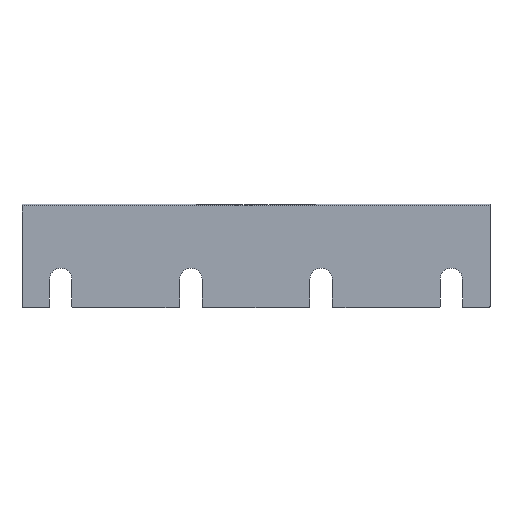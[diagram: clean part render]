
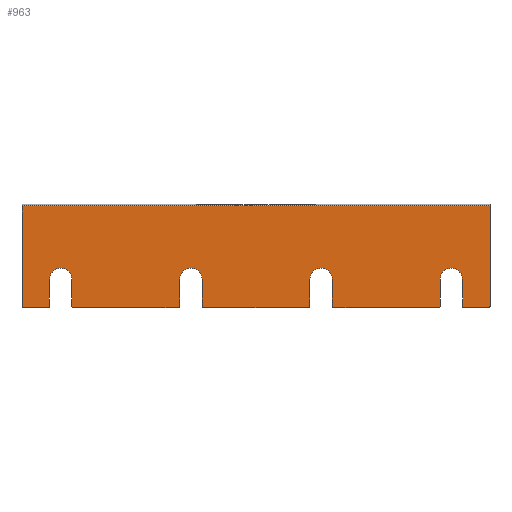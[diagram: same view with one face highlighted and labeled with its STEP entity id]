
A CAD part, top view. The second image highlights one B-rep face of the part: STEP entity #963.
In plain terms, the highlighted planar face has unit normal (0, 0, 1).
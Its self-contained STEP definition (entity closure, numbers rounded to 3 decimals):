
#266=CARTESIAN_POINT('',(0.4,-25.1,1.));
#267=DIRECTION('',(0.,0.,1.));
#268=DIRECTION('',(-1.,0.,0.));
#269=AXIS2_PLACEMENT_3D('',#266,#267,#268);
#271=DIRECTION('',(0.,-1.,0.));
#272=VECTOR('',#271,24.638);
#273=CARTESIAN_POINT('',(0.,-0.462,1.));
#274=LINE('',#273,#272);
#275=DIRECTION('',(1.,0.,0.));
#276=VECTOR('',#275,115.);
#277=CARTESIAN_POINT('',(0.,-0.462,1.));
#278=LINE('',#277,#276);
#279=DIRECTION('',(0.,1.,0.));
#280=VECTOR('',#279,24.638);
#281=CARTESIAN_POINT('',(115.,-25.1,1.));
#282=LINE('',#281,#280);
#283=CARTESIAN_POINT('',(114.6,-25.1,1.));
#284=DIRECTION('',(0.,0.,1.));
#285=DIRECTION('',(0.,-1.,0.));
#286=AXIS2_PLACEMENT_3D('',#283,#284,#285);
#288=DIRECTION('',(1.,0.,0.));
#289=VECTOR('',#288,5.95);
#290=CARTESIAN_POINT('',(108.65,-25.5,1.));
#291=LINE('',#290,#289);
#292=CARTESIAN_POINT('',(108.65,-25.1,1.));
#293=DIRECTION('',(0.,0.,1.));
#294=DIRECTION('',(-1.,0.,0.));
#295=AXIS2_PLACEMENT_3D('',#292,#293,#294);
#297=DIRECTION('',(0.,1.,0.));
#298=VECTOR('',#297,6.6);
#299=CARTESIAN_POINT('',(108.25,-25.1,1.));
#300=LINE('',#299,#298);
#301=CARTESIAN_POINT('',(105.5,-18.5,1.));
#302=DIRECTION('',(0.,0.,1.));
#303=DIRECTION('',(1.,0.,0.));
#304=AXIS2_PLACEMENT_3D('',#301,#302,#303);
#306=DIRECTION('',(0.,1.,0.));
#307=VECTOR('',#306,6.6);
#308=CARTESIAN_POINT('',(102.75,-25.1,1.));
#309=LINE('',#308,#307);
#310=CARTESIAN_POINT('',(102.35,-25.1,1.));
#311=DIRECTION('',(0.,0.,1.));
#312=DIRECTION('',(0.,-1.,0.));
#313=AXIS2_PLACEMENT_3D('',#310,#311,#312);
#315=DIRECTION('',(1.,0.,0.));
#316=VECTOR('',#315,25.7);
#317=CARTESIAN_POINT('',(76.65,-25.5,1.));
#318=LINE('',#317,#316);
#319=CARTESIAN_POINT('',(76.65,-25.1,1.));
#320=DIRECTION('',(0.,0.,1.));
#321=DIRECTION('',(-1.,0.,0.));
#322=AXIS2_PLACEMENT_3D('',#319,#320,#321);
#324=DIRECTION('',(0.,1.,0.));
#325=VECTOR('',#324,6.6);
#326=CARTESIAN_POINT('',(76.25,-25.1,1.));
#327=LINE('',#326,#325);
#328=CARTESIAN_POINT('',(73.5,-18.5,1.));
#329=DIRECTION('',(0.,0.,1.));
#330=DIRECTION('',(1.,0.,0.));
#331=AXIS2_PLACEMENT_3D('',#328,#329,#330);
#333=DIRECTION('',(0.,1.,0.));
#334=VECTOR('',#333,6.6);
#335=CARTESIAN_POINT('',(70.75,-25.1,1.));
#336=LINE('',#335,#334);
#337=CARTESIAN_POINT('',(70.35,-25.1,1.));
#338=DIRECTION('',(0.,0.,1.));
#339=DIRECTION('',(0.,-1.,0.));
#340=AXIS2_PLACEMENT_3D('',#337,#338,#339);
#342=DIRECTION('',(1.,0.,0.));
#343=VECTOR('',#342,25.7);
#344=CARTESIAN_POINT('',(44.65,-25.5,1.));
#345=LINE('',#344,#343);
#346=CARTESIAN_POINT('',(44.65,-25.1,1.));
#347=DIRECTION('',(0.,0.,1.));
#348=DIRECTION('',(-1.,0.,0.));
#349=AXIS2_PLACEMENT_3D('',#346,#347,#348);
#351=DIRECTION('',(0.,1.,0.));
#352=VECTOR('',#351,6.6);
#353=CARTESIAN_POINT('',(44.25,-25.1,1.));
#354=LINE('',#353,#352);
#355=CARTESIAN_POINT('',(41.5,-18.5,1.));
#356=DIRECTION('',(0.,0.,1.));
#357=DIRECTION('',(1.,0.,0.));
#358=AXIS2_PLACEMENT_3D('',#355,#356,#357);
#360=DIRECTION('',(0.,1.,0.));
#361=VECTOR('',#360,6.6);
#362=CARTESIAN_POINT('',(38.75,-25.1,1.));
#363=LINE('',#362,#361);
#364=CARTESIAN_POINT('',(38.35,-25.1,1.));
#365=DIRECTION('',(0.,0.,1.));
#366=DIRECTION('',(0.,-1.,0.));
#367=AXIS2_PLACEMENT_3D('',#364,#365,#366);
#369=DIRECTION('',(1.,0.,0.));
#370=VECTOR('',#369,25.7);
#371=CARTESIAN_POINT('',(12.65,-25.5,1.));
#372=LINE('',#371,#370);
#373=CARTESIAN_POINT('',(12.65,-25.1,1.));
#374=DIRECTION('',(0.,0.,1.));
#375=DIRECTION('',(-1.,0.,0.));
#376=AXIS2_PLACEMENT_3D('',#373,#374,#375);
#378=DIRECTION('',(0.,1.,0.));
#379=VECTOR('',#378,6.6);
#380=CARTESIAN_POINT('',(12.25,-25.1,1.));
#381=LINE('',#380,#379);
#382=CARTESIAN_POINT('',(9.5,-18.5,1.));
#383=DIRECTION('',(0.,0.,1.));
#384=DIRECTION('',(1.,0.,0.));
#385=AXIS2_PLACEMENT_3D('',#382,#383,#384);
#387=DIRECTION('',(0.,1.,0.));
#388=VECTOR('',#387,6.6);
#389=CARTESIAN_POINT('',(6.75,-25.1,1.));
#390=LINE('',#389,#388);
#391=CARTESIAN_POINT('',(6.35,-25.1,1.));
#392=DIRECTION('',(0.,0.,1.));
#393=DIRECTION('',(0.,-1.,0.));
#394=AXIS2_PLACEMENT_3D('',#391,#392,#393);
#396=DIRECTION('',(1.,0.,0.));
#397=VECTOR('',#396,5.95);
#398=CARTESIAN_POINT('',(0.4,-25.5,1.));
#399=LINE('',#398,#397);
#480=CARTESIAN_POINT('',(0.,-0.462,1.));
#481=CARTESIAN_POINT('',(115.,-0.462,1.));
#482=VERTEX_POINT('',#480);
#483=VERTEX_POINT('',#481);
#492=CARTESIAN_POINT('',(12.25,-18.5,1.));
#493=CARTESIAN_POINT('',(6.75,-18.5,1.));
#494=VERTEX_POINT('',#492);
#495=VERTEX_POINT('',#493);
#519=CARTESIAN_POINT('',(44.25,-18.5,1.));
#520=CARTESIAN_POINT('',(38.75,-18.5,1.));
#521=VERTEX_POINT('',#519);
#522=VERTEX_POINT('',#520);
#527=CARTESIAN_POINT('',(76.25,-18.5,1.));
#528=CARTESIAN_POINT('',(70.75,-18.5,1.));
#529=VERTEX_POINT('',#527);
#530=VERTEX_POINT('',#528);
#535=CARTESIAN_POINT('',(108.25,-18.5,1.));
#536=CARTESIAN_POINT('',(102.75,-18.5,1.));
#537=VERTEX_POINT('',#535);
#538=VERTEX_POINT('',#536);
#550=CARTESIAN_POINT('',(0.,-25.1,1.));
#551=VERTEX_POINT('',#550);
#552=CARTESIAN_POINT('',(0.4,-25.5,1.));
#553=VERTEX_POINT('',#552);
#554=CARTESIAN_POINT('',(6.35,-25.5,1.));
#555=CARTESIAN_POINT('',(6.75,-25.1,1.));
#556=VERTEX_POINT('',#554);
#557=VERTEX_POINT('',#555);
#566=CARTESIAN_POINT('',(12.25,-25.1,1.));
#567=VERTEX_POINT('',#566);
#568=CARTESIAN_POINT('',(12.65,-25.5,1.));
#569=VERTEX_POINT('',#568);
#570=CARTESIAN_POINT('',(38.35,-25.5,1.));
#571=CARTESIAN_POINT('',(38.75,-25.1,1.));
#572=VERTEX_POINT('',#570);
#573=VERTEX_POINT('',#571);
#582=CARTESIAN_POINT('',(44.25,-25.1,1.));
#583=VERTEX_POINT('',#582);
#584=CARTESIAN_POINT('',(44.65,-25.5,1.));
#585=VERTEX_POINT('',#584);
#586=CARTESIAN_POINT('',(70.35,-25.5,1.));
#587=CARTESIAN_POINT('',(70.75,-25.1,1.));
#588=VERTEX_POINT('',#586);
#589=VERTEX_POINT('',#587);
#598=CARTESIAN_POINT('',(76.25,-25.1,1.));
#599=VERTEX_POINT('',#598);
#600=CARTESIAN_POINT('',(76.65,-25.5,1.));
#601=VERTEX_POINT('',#600);
#602=CARTESIAN_POINT('',(102.35,-25.5,1.));
#603=CARTESIAN_POINT('',(102.75,-25.1,1.));
#604=VERTEX_POINT('',#602);
#605=VERTEX_POINT('',#603);
#614=CARTESIAN_POINT('',(108.25,-25.1,1.));
#615=VERTEX_POINT('',#614);
#616=CARTESIAN_POINT('',(108.65,-25.5,1.));
#617=VERTEX_POINT('',#616);
#622=CARTESIAN_POINT('',(114.6,-25.5,1.));
#623=VERTEX_POINT('',#622);
#624=CARTESIAN_POINT('',(115.,-25.1,1.));
#625=VERTEX_POINT('',#624);
#906=CARTESIAN_POINT('',(0.,0.,1.));
#907=DIRECTION('',(0.,0.,1.));
#908=DIRECTION('',(1.,0.,0.));
#909=AXIS2_PLACEMENT_3D('',#906,#907,#908);
#910=PLANE('',#909);
#911=ORIENTED_EDGE('',*,*,#714,.F.);
#912=ORIENTED_EDGE('',*,*,#732,.F.);
#913=ORIENTED_EDGE('',*,*,#789,.T.);
#914=ORIENTED_EDGE('',*,*,#811,.F.);
#915=ORIENTED_EDGE('',*,*,#827,.F.);
#916=ORIENTED_EDGE('',*,*,#899,.F.);
#918=ORIENTED_EDGE('',*,*,#917,.F.);
#920=ORIENTED_EDGE('',*,*,#919,.T.);
#922=ORIENTED_EDGE('',*,*,#921,.T.);
#924=ORIENTED_EDGE('',*,*,#923,.F.);
#926=ORIENTED_EDGE('',*,*,#925,.F.);
#927=ORIENTED_EDGE('',*,*,#884,.F.);
#929=ORIENTED_EDGE('',*,*,#928,.F.);
#931=ORIENTED_EDGE('',*,*,#930,.T.);
#933=ORIENTED_EDGE('',*,*,#932,.T.);
#935=ORIENTED_EDGE('',*,*,#934,.F.);
#937=ORIENTED_EDGE('',*,*,#936,.F.);
#938=ORIENTED_EDGE('',*,*,#869,.F.);
#940=ORIENTED_EDGE('',*,*,#939,.F.);
#942=ORIENTED_EDGE('',*,*,#941,.T.);
#944=ORIENTED_EDGE('',*,*,#943,.T.);
#946=ORIENTED_EDGE('',*,*,#945,.F.);
#948=ORIENTED_EDGE('',*,*,#947,.F.);
#949=ORIENTED_EDGE('',*,*,#854,.F.);
#951=ORIENTED_EDGE('',*,*,#950,.F.);
#953=ORIENTED_EDGE('',*,*,#952,.T.);
#955=ORIENTED_EDGE('',*,*,#954,.T.);
#957=ORIENTED_EDGE('',*,*,#956,.F.);
#959=ORIENTED_EDGE('',*,*,#958,.F.);
#960=ORIENTED_EDGE('',*,*,#839,.F.);
#961=EDGE_LOOP('',(#911,#912,#913,#914,#915,#916,#918,#920,#922,#924,#926,#927,
#929,#931,#933,#935,#937,#938,#940,#942,#944,#946,#948,#949,#951,#953,#955,#957,
#959,#960));
#962=FACE_OUTER_BOUND('',#961,.F.);
#963=ADVANCED_FACE('',(#962),#910,.T.);
#270=CIRCLE('',#269,0.4);
#287=CIRCLE('',#286,0.4);
#296=CIRCLE('',#295,0.4);
#305=CIRCLE('',#304,2.75);
#314=CIRCLE('',#313,0.4);
#323=CIRCLE('',#322,0.4);
#332=CIRCLE('',#331,2.75);
#341=CIRCLE('',#340,0.4);
#350=CIRCLE('',#349,0.4);
#359=CIRCLE('',#358,2.75);
#368=CIRCLE('',#367,0.4);
#377=CIRCLE('',#376,0.4);
#386=CIRCLE('',#385,2.75);
#395=CIRCLE('',#394,0.4);
#714=EDGE_CURVE('',#551,#553,#270,.T.);
#732=EDGE_CURVE('',#482,#551,#274,.T.);
#789=EDGE_CURVE('',#482,#483,#278,.T.);
#811=EDGE_CURVE('',#625,#483,#282,.T.);
#827=EDGE_CURVE('',#623,#625,#287,.T.);
#839=EDGE_CURVE('',#553,#556,#399,.T.);
#854=EDGE_CURVE('',#569,#572,#372,.T.);
#869=EDGE_CURVE('',#585,#588,#345,.T.);
#884=EDGE_CURVE('',#601,#604,#318,.T.);
#899=EDGE_CURVE('',#617,#623,#291,.T.);
#917=EDGE_CURVE('',#615,#617,#296,.T.);
#919=EDGE_CURVE('',#615,#537,#300,.T.);
#921=EDGE_CURVE('',#537,#538,#305,.T.);
#923=EDGE_CURVE('',#605,#538,#309,.T.);
#925=EDGE_CURVE('',#604,#605,#314,.T.);
#928=EDGE_CURVE('',#599,#601,#323,.T.);
#930=EDGE_CURVE('',#599,#529,#327,.T.);
#932=EDGE_CURVE('',#529,#530,#332,.T.);
#934=EDGE_CURVE('',#589,#530,#336,.T.);
#936=EDGE_CURVE('',#588,#589,#341,.T.);
#939=EDGE_CURVE('',#583,#585,#350,.T.);
#941=EDGE_CURVE('',#583,#521,#354,.T.);
#943=EDGE_CURVE('',#521,#522,#359,.T.);
#945=EDGE_CURVE('',#573,#522,#363,.T.);
#947=EDGE_CURVE('',#572,#573,#368,.T.);
#950=EDGE_CURVE('',#567,#569,#377,.T.);
#952=EDGE_CURVE('',#567,#494,#381,.T.);
#954=EDGE_CURVE('',#494,#495,#386,.T.);
#956=EDGE_CURVE('',#557,#495,#390,.T.);
#958=EDGE_CURVE('',#556,#557,#395,.T.);
